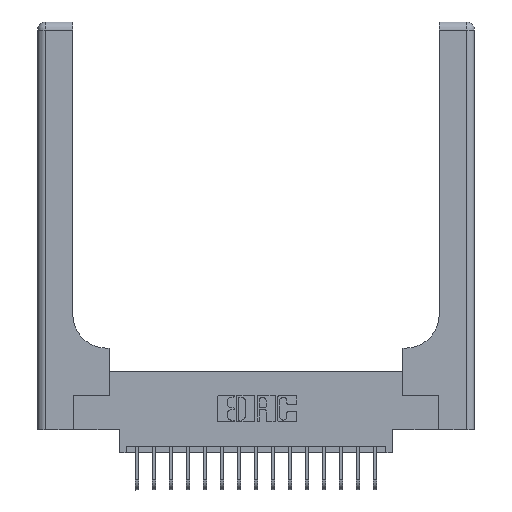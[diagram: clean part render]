
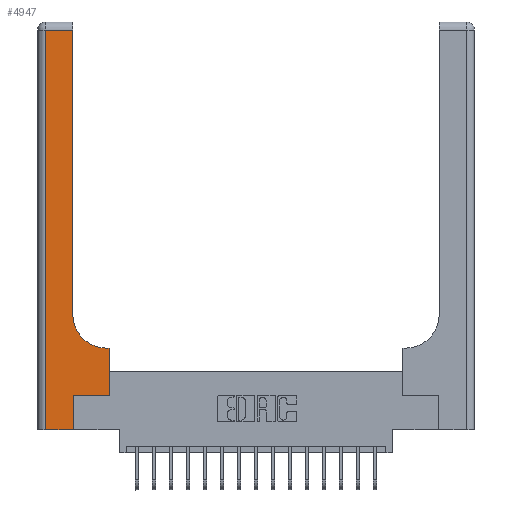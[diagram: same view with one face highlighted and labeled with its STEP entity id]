
A CAD part, top view. The second image highlights one B-rep face of the part: STEP entity #4947.
In plain terms, the highlighted planar face has unit normal (0, 0, 1).
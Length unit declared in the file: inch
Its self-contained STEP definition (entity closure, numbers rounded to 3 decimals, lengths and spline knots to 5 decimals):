
#126 = DIRECTION ( 'NONE',  ( 0., 1., 0. ) ) ;
#391 = CARTESIAN_POINT ( 'NONE',  ( 0.26, 0.6, 0.37 ) ) ;
#671 = AXIS2_PLACEMENT_3D ( 'NONE', #2948, #5104, #5032 ) ;
#783 = EDGE_CURVE ( 'NONE', #9904, #8170, #17039, .T. ) ;
#987 = CARTESIAN_POINT ( 'NONE',  ( 0.265, 0., 0.37 ) ) ;
#1447 = CARTESIAN_POINT ( 'NONE',  ( 0.528, 0.25, 0.37 ) ) ;
#1498 = VECTOR ( 'NONE', #13733, 39.37008 ) ;
#1606 = LINE ( 'NONE', #14781, #17735 ) ;
#2220 = ORIENTED_EDGE ( 'NONE', *, *, #13384, .T. ) ;
#2232 = ORIENTED_EDGE ( 'NONE', *, *, #18669, .T. ) ;
#2948 = CARTESIAN_POINT ( 'NONE',  ( 0.51, 0.85, 0.37 ) ) ;
#2991 = EDGE_LOOP ( 'NONE', ( #19762, #2232, #10206, #20061, #2220, #18037, #8593, #11720, #8296 ) ) ;
#4360 = CARTESIAN_POINT ( 'NONE',  ( 0., 2.94, 0.37 ) ) ;
#4812 = VECTOR ( 'NONE', #6122, 39.37008 ) ;
#4947 = ADVANCED_FACE ( 'NONE', ( #7748 ), #8948, .F. ) ;
#5032 = DIRECTION ( 'NONE',  ( 1., 0., 0. ) ) ;
#5104 = DIRECTION ( 'NONE',  ( 0., 0., -1. ) ) ;
#5466 = EDGE_CURVE ( 'NONE', #17973, #15842, #17482, .T. ) ;
#5469 = DIRECTION ( 'NONE',  ( 0., 1., 0. ) ) ;
#5707 = LINE ( 'NONE', #4360, #1498 ) ;
#5879 = DIRECTION ( 'NONE',  ( 0., 0., -1. ) ) ;
#6122 = DIRECTION ( 'NONE',  ( 0., -1., 0. ) ) ;
#6331 = CARTESIAN_POINT ( 'NONE',  ( 0.265, 0.25, 0.37 ) ) ;
#6397 = EDGE_CURVE ( 'NONE', #15842, #20328, #7034, .T. ) ;
#6974 = VECTOR ( 'NONE', #11710, 39.37008 ) ;
#7034 = LINE ( 'NONE', #10616, #19435 ) ;
#7335 = LINE ( 'NONE', #17561, #11044 ) ;
#7428 = CARTESIAN_POINT ( 'NONE',  ( 0.06, 0., 0.37 ) ) ;
#7748 = FACE_OUTER_BOUND ( 'NONE', #2991, .T. ) ;
#7923 = CIRCLE ( 'NONE', #671, 0.25 ) ;
#7936 = CARTESIAN_POINT ( 'NONE',  ( 0.51, 0.6, 0.37 ) ) ;
#8170 = VERTEX_POINT ( 'NONE', #7936 ) ;
#8296 = ORIENTED_EDGE ( 'NONE', *, *, #8573, .T. ) ;
#8573 = EDGE_CURVE ( 'NONE', #8170, #15677, #7923, .T. ) ;
#8593 = ORIENTED_EDGE ( 'NONE', *, *, #16344, .T. ) ;
#8948 = PLANE ( 'NONE',  #19343 ) ;
#9144 = CARTESIAN_POINT ( 'NONE',  ( 0., 3., 0.37 ) ) ;
#9603 = VECTOR ( 'NONE', #17828, 39.37008 ) ;
#9877 = CARTESIAN_POINT ( 'NONE',  ( 0.265, 0.25, 0.37 ) ) ;
#9904 = VERTEX_POINT ( 'NONE', #20414 ) ;
#10131 = LINE ( 'NONE', #987, #18561 ) ;
#10206 = ORIENTED_EDGE ( 'NONE', *, *, #5466, .T. ) ;
#10616 = CARTESIAN_POINT ( 'NONE',  ( 0., 0., 0.37 ) ) ;
#11022 = CARTESIAN_POINT ( 'NONE',  ( 0.265, 0., 0.37 ) ) ;
#11044 = VECTOR ( 'NONE', #126, 39.37008 ) ;
#11460 = LINE ( 'NONE', #9877, #6974 ) ;
#11710 = DIRECTION ( 'NONE',  ( 1., 0., 0. ) ) ;
#11720 = ORIENTED_EDGE ( 'NONE', *, *, #783, .T. ) ;
#11787 = CARTESIAN_POINT ( 'NONE',  ( 0.26, 2.94, 0.37 ) ) ;
#11833 = CARTESIAN_POINT ( 'NONE',  ( 0.06, 3., 0.37 ) ) ;
#11955 = EDGE_CURVE ( 'NONE', #15677, #15780, #7335, .T. ) ;
#13276 = CARTESIAN_POINT ( 'NONE',  ( 0.26, 0.85, 0.37 ) ) ;
#13384 = EDGE_CURVE ( 'NONE', #20328, #19481, #10131, .T. ) ;
#13733 = DIRECTION ( 'NONE',  ( -1., 0., 0. ) ) ;
#14781 = CARTESIAN_POINT ( 'NONE',  ( 0.528, 0.25, 0.37 ) ) ;
#15213 = DIRECTION ( 'NONE',  ( 0., 1., 0. ) ) ;
#15334 = DIRECTION ( 'NONE',  ( 1., 0., 0. ) ) ;
#15677 = VERTEX_POINT ( 'NONE', #13276 ) ;
#15780 = VERTEX_POINT ( 'NONE', #11787 ) ;
#15842 = VERTEX_POINT ( 'NONE', #7428 ) ;
#16102 = VERTEX_POINT ( 'NONE', #1447 ) ;
#16344 = EDGE_CURVE ( 'NONE', #16102, #9904, #1606, .T. ) ;
#16868 = CARTESIAN_POINT ( 'NONE',  ( 0.06, 2.94, 0.37 ) ) ;
#17039 = LINE ( 'NONE', #391, #9603 ) ;
#17482 = LINE ( 'NONE', #11833, #4812 ) ;
#17561 = CARTESIAN_POINT ( 'NONE',  ( 0.26, 3., 0.37 ) ) ;
#17735 = VECTOR ( 'NONE', #5469, 39.37008 ) ;
#17828 = DIRECTION ( 'NONE',  ( -1., 0., 0. ) ) ;
#17973 = VERTEX_POINT ( 'NONE', #16868 ) ;
#18037 = ORIENTED_EDGE ( 'NONE', *, *, #18284, .T. ) ;
#18284 = EDGE_CURVE ( 'NONE', #19481, #16102, #11460, .T. ) ;
#18561 = VECTOR ( 'NONE', #15213, 39.37008 ) ;
#18584 = DIRECTION ( 'NONE',  ( -1., 0., 0. ) ) ;
#18669 = EDGE_CURVE ( 'NONE', #15780, #17973, #5707, .T. ) ;
#19343 = AXIS2_PLACEMENT_3D ( 'NONE', #9144, #5879, #18584 ) ;
#19435 = VECTOR ( 'NONE', #15334, 39.37008 ) ;
#19481 = VERTEX_POINT ( 'NONE', #6331 ) ;
#19762 = ORIENTED_EDGE ( 'NONE', *, *, #11955, .T. ) ;
#20061 = ORIENTED_EDGE ( 'NONE', *, *, #6397, .T. ) ;
#20328 = VERTEX_POINT ( 'NONE', #11022 ) ;
#20414 = CARTESIAN_POINT ( 'NONE',  ( 0.528, 0.6, 0.37 ) ) ;
